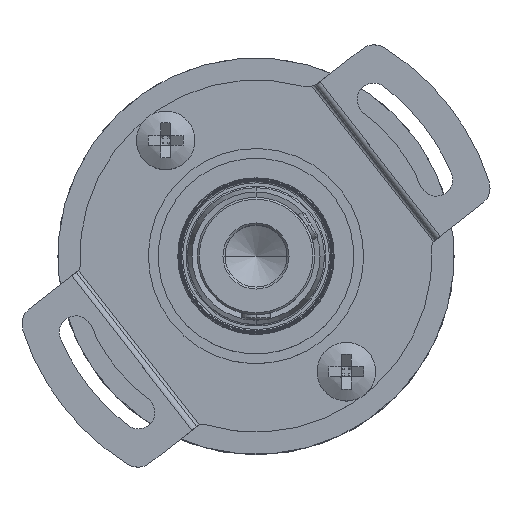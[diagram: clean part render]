
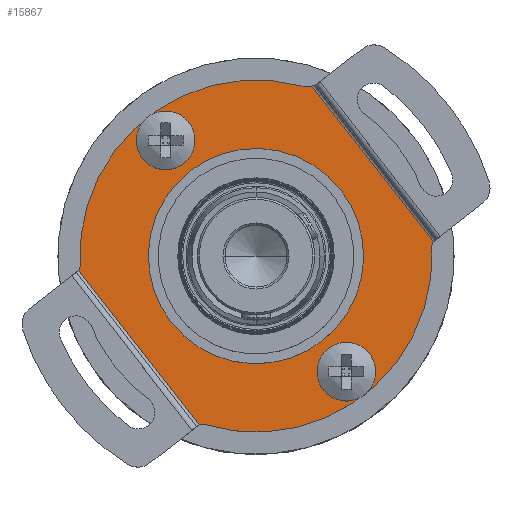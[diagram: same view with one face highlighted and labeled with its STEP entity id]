
A CAD part, top view. The second image highlights one B-rep face of the part: STEP entity #15867.
In plain terms, the highlighted planar face has unit normal (0, 0, 1).
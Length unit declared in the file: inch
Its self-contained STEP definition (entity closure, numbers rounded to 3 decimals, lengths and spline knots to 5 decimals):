
#17 = DIRECTION ( 'NONE',  ( 0., 0., -1. ) ) ;
#27 = ORIENTED_EDGE ( 'NONE', *, *, #700, .T. ) ;
#84 = EDGE_LOOP ( 'NONE', ( #11374, #11440 ) ) ;
#174 = CARTESIAN_POINT ( 'NONE',  ( 0.47157, 0.36843, 0.62992 ) ) ;
#282 = VERTEX_POINT ( 'NONE', #1997 ) ;
#461 = DIRECTION ( 'NONE',  ( -0.788, -0.616, 0. ) ) ;
#473 = VERTEX_POINT ( 'NONE', #848 ) ;
#668 = CARTESIAN_POINT ( 'NONE',  ( 0., 0., 0.62992 ) ) ;
#700 = EDGE_CURVE ( 'NONE', #7438, #8154, #2841, .T. ) ;
#792 = EDGE_CURVE ( 'NONE', #11725, #7203, #15764, .T. ) ;
#848 = CARTESIAN_POINT ( 'NONE',  ( -0.70768, -0.0373, 0.62992 ) ) ;
#958 = ORIENTED_EDGE ( 'NONE', *, *, #6353, .T. ) ;
#971 = CARTESIAN_POINT ( 'NONE',  ( 0., 0., 0.62992 ) ) ;
#1121 = AXIS2_PLACEMENT_3D ( 'NONE', #13570, #2303, #7312 ) ;
#1122 = EDGE_CURVE ( 'NONE', #14081, #11750, #4441, .T. ) ;
#1239 = CARTESIAN_POINT ( 'NONE',  ( -0.21604, -0.70587, 0.62992 ) ) ;
#1282 = VERTEX_POINT ( 'NONE', #14130 ) ;
#1337 = EDGE_CURVE ( 'NONE', #8154, #473, #4703, .T. ) ;
#1437 = EDGE_CURVE ( 'NONE', #16250, #282, #2982, .T. ) ;
#1508 = AXIS2_PLACEMENT_3D ( 'NONE', #7426, #15998, #8574 ) ;
#1574 = AXIS2_PLACEMENT_3D ( 'NONE', #5343, #11919, #9198 ) ;
#1741 = FACE_BOUND ( 'NONE', #13515, .T. ) ;
#1898 = CIRCLE ( 'NONE', #1121, 0.43307 ) ;
#1997 = CARTESIAN_POINT ( 'NONE',  ( -0.30929, 0.50778, 0.62992 ) ) ;
#2129 = VECTOR ( 'NONE', #7559, 39.37008 ) ;
#2303 = DIRECTION ( 'NONE',  ( 0., 0., -1. ) ) ;
#2520 = DIRECTION ( 'NONE',  ( 0., 0., -1. ) ) ;
#2666 = EDGE_CURVE ( 'NONE', #1282, #7438, #6099, .T. ) ;
#2742 = CIRCLE ( 'NONE', #7222, 0.02953 ) ;
#2841 = CIRCLE ( 'NONE', #11286, 0.07874 ) ;
#2982 = CIRCLE ( 'NONE', #11379, 0.0689 ) ;
#3126 = FACE_BOUND ( 'NONE', #3231, .T. ) ;
#3231 = EDGE_LOOP ( 'NONE', ( #11452, #13905 ) ) ;
#3980 = CARTESIAN_POINT ( 'NONE',  ( -0.36358, 0.46536, 0.62992 ) ) ;
#4018 = DIRECTION ( 'NONE',  ( -0.788, -0.616, 0. ) ) ;
#4149 = LINE ( 'NONE', #7919, #15273 ) ;
#4346 = ORIENTED_EDGE ( 'NONE', *, *, #6852, .T. ) ;
#4441 = CIRCLE ( 'NONE', #13109, 0.70866 ) ;
#4663 = DIRECTION ( 'NONE',  ( 0., 0., 1. ) ) ;
#4703 = CIRCLE ( 'NONE', #7836, 0.70866 ) ;
#5038 = EDGE_CURVE ( 'NONE', #7203, #11725, #7526, .T. ) ;
#5169 = ORIENTED_EDGE ( 'NONE', *, *, #13618, .T. ) ;
#5343 = CARTESIAN_POINT ( 'NONE',  ( 0.36358, -0.46536, 0.62992 ) ) ;
#5425 = FACE_OUTER_BOUND ( 'NONE', #6556, .T. ) ;
#6090 = CIRCLE ( 'NONE', #15815, 0.02953 ) ;
#6099 = LINE ( 'NONE', #174, #2129 ) ;
#6135 = AXIS2_PLACEMENT_3D ( 'NONE', #3980, #8992, #6545 ) ;
#6246 = DIRECTION ( 'NONE',  ( -0.788, -0.616, 0. ) ) ;
#6324 = CARTESIAN_POINT ( 'NONE',  ( 0., 0., 0.62992 ) ) ;
#6352 = EDGE_CURVE ( 'NONE', #11750, #1282, #6090, .T. ) ;
#6353 = EDGE_CURVE ( 'NONE', #11256, #9645, #4149, .T. ) ;
#6377 = CIRCLE ( 'NONE', #13206, 0.43307 ) ;
#6459 = CARTESIAN_POINT ( 'NONE',  ( 0.18497, 0.6841, 0.62992 ) ) ;
#6541 = DIRECTION ( 'NONE',  ( 0., 0., -1. ) ) ;
#6545 = DIRECTION ( 'NONE',  ( 0.788, 0.616, 0. ) ) ;
#6556 = EDGE_LOOP ( 'NONE', ( #5169, #958, #8867, #12810, #10492, #11118, #27, #9649 ) ) ;
#6818 = EDGE_CURVE ( 'NONE', #9645, #14081, #7653, .T. ) ;
#6852 = EDGE_CURVE ( 'NONE', #10988, #14196, #1898, .T. ) ;
#7127 = CARTESIAN_POINT ( 'NONE',  ( -0.41787, 0.42294, 0.62992 ) ) ;
#7203 = VERTEX_POINT ( 'NONE', #15166 ) ;
#7222 = AXIS2_PLACEMENT_3D ( 'NONE', #11242, #2520, #9848 ) ;
#7312 = DIRECTION ( 'NONE',  ( 0.788, 0.616, 0. ) ) ;
#7426 = CARTESIAN_POINT ( 'NONE',  ( 0.36358, -0.46536, 0.62992 ) ) ;
#7438 = VERTEX_POINT ( 'NONE', #14429 ) ;
#7526 = CIRCLE ( 'NONE', #1508, 0.0689 ) ;
#7559 = DIRECTION ( 'NONE',  ( -0.616, 0.788, 0. ) ) ;
#7653 = CIRCLE ( 'NONE', #9235, 0.02953 ) ;
#7799 = CARTESIAN_POINT ( 'NONE',  ( 0.20552, 0.76011, 0.62992 ) ) ;
#7836 = AXIS2_PLACEMENT_3D ( 'NONE', #971, #4663, #13311 ) ;
#7882 = FACE_BOUND ( 'NONE', #84, .T. ) ;
#7919 = CARTESIAN_POINT ( 'NONE',  ( -0.47157, -0.36843, 0.62992 ) ) ;
#8154 = VERTEX_POINT ( 'NONE', #6459 ) ;
#8230 = AXIS2_PLACEMENT_3D ( 'NONE', #668, #11836, #10276 ) ;
#8296 = DIRECTION ( 'NONE',  ( 0.788, 0.616, 0. ) ) ;
#8374 = DIRECTION ( 'NONE',  ( 0., 0., -1. ) ) ;
#8510 = CARTESIAN_POINT ( 'NONE',  ( -0.36358, 0.46536, 0.62992 ) ) ;
#8574 = DIRECTION ( 'NONE',  ( 0.788, 0.616, 0. ) ) ;
#8867 = ORIENTED_EDGE ( 'NONE', *, *, #6818, .T. ) ;
#8992 = DIRECTION ( 'NONE',  ( 0., 0., -1. ) ) ;
#9198 = DIRECTION ( 'NONE',  ( 0.788, 0.616, 0. ) ) ;
#9235 = AXIS2_PLACEMENT_3D ( 'NONE', #1239, #14806, #6246 ) ;
#9332 = DIRECTION ( 'NONE',  ( 0.616, -0.788, 0. ) ) ;
#9645 = VERTEX_POINT ( 'NONE', #16134 ) ;
#9649 = ORIENTED_EDGE ( 'NONE', *, *, #1337, .T. ) ;
#9785 = CARTESIAN_POINT ( 'NONE',  ( 0., 0., 0.62992 ) ) ;
#9848 = DIRECTION ( 'NONE',  ( -0.788, -0.616, 0. ) ) ;
#10099 = DIRECTION ( 'NONE',  ( -0.788, -0.616, 0. ) ) ;
#10276 = DIRECTION ( 'NONE',  ( -0.788, -0.616, 0. ) ) ;
#10492 = ORIENTED_EDGE ( 'NONE', *, *, #6352, .T. ) ;
#10709 = CARTESIAN_POINT ( 'NONE',  ( 0.34126, 0.26663, 0.62992 ) ) ;
#10988 = VERTEX_POINT ( 'NONE', #10709 ) ;
#11118 = ORIENTED_EDGE ( 'NONE', *, *, #2666, .T. ) ;
#11242 = CARTESIAN_POINT ( 'NONE',  ( -0.73717, -0.03885, 0.62992 ) ) ;
#11256 = VERTEX_POINT ( 'NONE', #12425 ) ;
#11286 = AXIS2_PLACEMENT_3D ( 'NONE', #7799, #17, #4018 ) ;
#11374 = ORIENTED_EDGE ( 'NONE', *, *, #792, .T. ) ;
#11379 = AXIS2_PLACEMENT_3D ( 'NONE', #8510, #13705, #14869 ) ;
#11380 = CARTESIAN_POINT ( 'NONE',  ( -0.34126, -0.26663, 0.62992 ) ) ;
#11440 = ORIENTED_EDGE ( 'NONE', *, *, #5038, .T. ) ;
#11452 = ORIENTED_EDGE ( 'NONE', *, *, #15242, .T. ) ;
#11725 = VERTEX_POINT ( 'NONE', #14459 ) ;
#11750 = VERTEX_POINT ( 'NONE', #15770 ) ;
#11836 = DIRECTION ( 'NONE',  ( 0., 0., 1. ) ) ;
#11919 = DIRECTION ( 'NONE',  ( 0., 0., -1. ) ) ;
#12165 = CIRCLE ( 'NONE', #6135, 0.0689 ) ;
#12425 = CARTESIAN_POINT ( 'NONE',  ( -0.71438, -0.05764, 0.62992 ) ) ;
#12810 = ORIENTED_EDGE ( 'NONE', *, *, #1122, .T. ) ;
#13085 = PLANE ( 'NONE',  #8230 ) ;
#13109 = AXIS2_PLACEMENT_3D ( 'NONE', #6324, #13723, #10099 ) ;
#13206 = AXIS2_PLACEMENT_3D ( 'NONE', #9785, #8374, #8296 ) ;
#13311 = DIRECTION ( 'NONE',  ( -0.788, -0.616, 0. ) ) ;
#13515 = EDGE_LOOP ( 'NONE', ( #4346, #14538 ) ) ;
#13570 = CARTESIAN_POINT ( 'NONE',  ( 0., 0., 0.62992 ) ) ;
#13618 = EDGE_CURVE ( 'NONE', #473, #11256, #2742, .T. ) ;
#13705 = DIRECTION ( 'NONE',  ( 0., 0., -1. ) ) ;
#13723 = DIRECTION ( 'NONE',  ( 0., 0., 1. ) ) ;
#13905 = ORIENTED_EDGE ( 'NONE', *, *, #1437, .T. ) ;
#14081 = VERTEX_POINT ( 'NONE', #15015 ) ;
#14130 = CARTESIAN_POINT ( 'NONE',  ( 0.71438, 0.05764, 0.62992 ) ) ;
#14196 = VERTEX_POINT ( 'NONE', #11380 ) ;
#14429 = CARTESIAN_POINT ( 'NONE',  ( 0.22513, 0.68385, 0.62992 ) ) ;
#14459 = CARTESIAN_POINT ( 'NONE',  ( 0.41787, -0.42294, 0.62992 ) ) ;
#14538 = ORIENTED_EDGE ( 'NONE', *, *, #15000, .T. ) ;
#14806 = DIRECTION ( 'NONE',  ( 0., 0., -1. ) ) ;
#14869 = DIRECTION ( 'NONE',  ( 0.788, 0.616, 0. ) ) ;
#15000 = EDGE_CURVE ( 'NONE', #14196, #10988, #6377, .T. ) ;
#15015 = CARTESIAN_POINT ( 'NONE',  ( -0.20739, -0.67763, 0.62992 ) ) ;
#15166 = CARTESIAN_POINT ( 'NONE',  ( 0.30929, -0.50778, 0.62992 ) ) ;
#15242 = EDGE_CURVE ( 'NONE', #282, #16250, #12165, .T. ) ;
#15273 = VECTOR ( 'NONE', #9332, 39.37008 ) ;
#15589 = CARTESIAN_POINT ( 'NONE',  ( 0.73717, 0.03885, 0.62992 ) ) ;
#15764 = CIRCLE ( 'NONE', #1574, 0.0689 ) ;
#15770 = CARTESIAN_POINT ( 'NONE',  ( 0.70768, 0.0373, 0.62992 ) ) ;
#15815 = AXIS2_PLACEMENT_3D ( 'NONE', #15589, #6541, #461 ) ;
#15867 = ADVANCED_FACE ( 'NONE', ( #1741, #3126, #7882, #5425 ), #13085, .T. ) ;
#15998 = DIRECTION ( 'NONE',  ( 0., 0., -1. ) ) ;
#16134 = CARTESIAN_POINT ( 'NONE',  ( -0.22875, -0.67922, 0.62992 ) ) ;
#16250 = VERTEX_POINT ( 'NONE', #7127 ) ;
